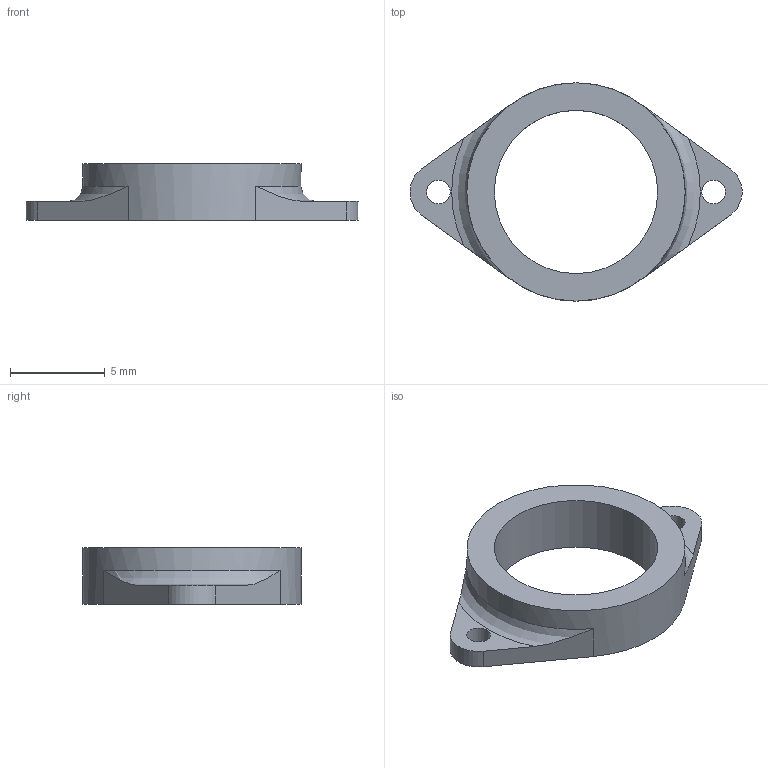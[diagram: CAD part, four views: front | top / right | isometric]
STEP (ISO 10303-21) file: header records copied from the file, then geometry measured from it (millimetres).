
FILE_DESCRIPTION(/* description */ (''),/* implementation_level */ '2;1');
FILE_NAME(/* name */ 'fanmotor-mount-1.stp',/* time_stamp */ '2025-01-28T03:53:37+09:00',/* author */ ('IshiiLabHonda'),/* organization */ (''),/* preprocessor_version */ 'ST-DEVELOPER v19.2',/* originating_system */ 'Autodesk Inventor 2023',/* authorisation */ '');
FILE_SCHEMA (('AUTOMOTIVE_DESIGN { 1 0 10303 214 3 1 1 }'));
Length unit declared in the file: millimetre
Products named in the file (1): fanmotor-mount-1
Bounding box: 17.49 x 11.5 x 3 mm (x, y, z)
Volume: 164.2 mm3; surface area: 340.3 mm2
Topology: 1 solids, 1 shells, 16 faces, 192 edges, 320 vertices
Faces by surface type: plane 8, cylinder 6, torus 2
Full cylindrical faces by diameter (mm): 1.25 x2, 8.6 x1, 11.5 x1
Entity records: 1244 total; most frequent: CARTESIAN_POINT 391, STYLED_ITEM 151, DIRECTION 136, POLYLINE 127, ORIENTED_EDGE 84, AXIS2_PLACEMENT_3D 58, EDGE_CURVE 42, CIRCLE 41
